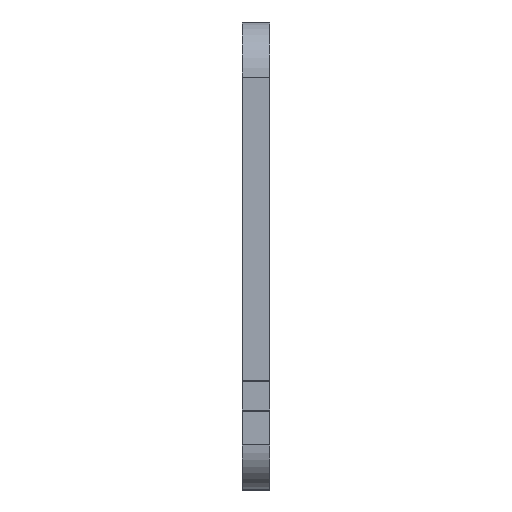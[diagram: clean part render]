
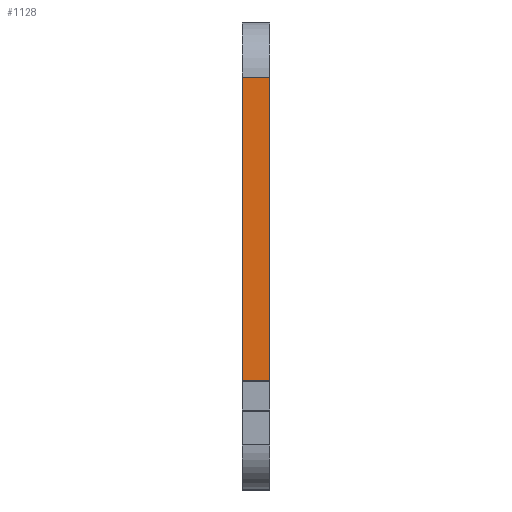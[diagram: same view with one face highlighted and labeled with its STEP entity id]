
A CAD part, top view. The second image highlights one B-rep face of the part: STEP entity #1128.
In plain terms, the highlighted planar face has unit normal (0, 0, 1).
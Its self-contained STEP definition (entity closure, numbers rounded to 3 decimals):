
#133=FACE_OUTER_BOUND('',#202,.T.);
#202=EDGE_LOOP('',(#1029,#1030,#1031,#1032));
#252=LINE('',#1676,#377);
#277=LINE('',#1750,#402);
#292=LINE('',#1785,#417);
#328=LINE('',#1857,#453);
#377=VECTOR('',#1353,10.);
#402=VECTOR('',#1422,10.);
#417=VECTOR('',#1455,10.);
#453=VECTOR('',#1535,10.);
#506=VERTEX_POINT('',#1673);
#507=VERTEX_POINT('',#1675);
#534=VERTEX_POINT('',#1749);
#545=VERTEX_POINT('',#1784);
#627=EDGE_CURVE('',#506,#507,#252,.T.);
#664=EDGE_CURVE('',#534,#507,#277,.T.);
#682=EDGE_CURVE('',#545,#534,#292,.T.);
#718=EDGE_CURVE('',#545,#506,#328,.F.);
#1029=ORIENTED_EDGE('',*,*,#664,.T.);
#1030=ORIENTED_EDGE('',*,*,#627,.F.);
#1031=ORIENTED_EDGE('',*,*,#718,.F.);
#1032=ORIENTED_EDGE('',*,*,#682,.T.);
#1073=PLANE('',#1231);
#1128=ADVANCED_FACE('',(#133),#1073,.F.);
#1231=AXIS2_PLACEMENT_3D('',#1856,#1533,#1534);
#1353=DIRECTION('',(0.,1.,0.));
#1422=DIRECTION('',(-1.,0.,0.));
#1455=DIRECTION('',(0.,1.,0.));
#1533=DIRECTION('center_axis',(0.,0.,-1.));
#1534=DIRECTION('ref_axis',(-1.,0.,0.));
#1535=DIRECTION('',(1.,0.,0.));
#1673=CARTESIAN_POINT('',(27.,75.2,163.));
#1675=CARTESIAN_POINT('',(27.,130.,163.));
#1676=CARTESIAN_POINT('',(27.,75.,163.));
#1749=CARTESIAN_POINT('',(32.,130.,163.));
#1750=CARTESIAN_POINT('',(30.75,130.,163.));
#1784=CARTESIAN_POINT('',(32.,75.2,163.));
#1785=CARTESIAN_POINT('',(32.,75.,163.));
#1856=CARTESIAN_POINT('Origin',(32.,75.,163.));
#1857=CARTESIAN_POINT('',(30.75,75.2,163.));
